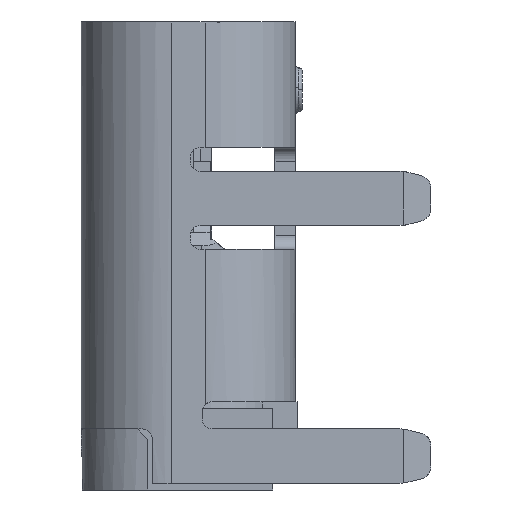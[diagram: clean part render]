
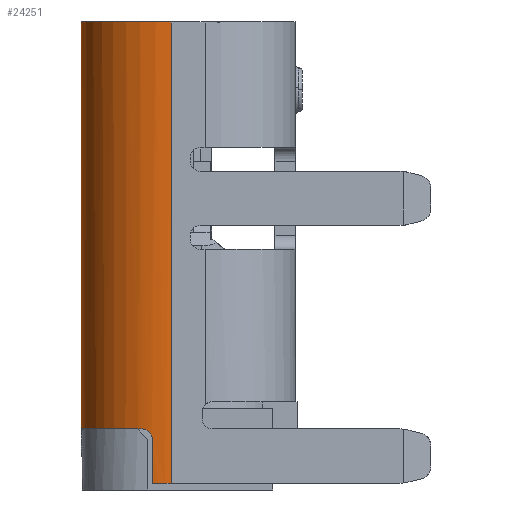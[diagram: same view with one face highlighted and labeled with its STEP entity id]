
A CAD part, left-side view. The second image highlights one B-rep face of the part: STEP entity #24251.
In plain terms, the highlighted cylindrical face has radius 1.33 mm (diameter 2.66 mm), a partial arc.
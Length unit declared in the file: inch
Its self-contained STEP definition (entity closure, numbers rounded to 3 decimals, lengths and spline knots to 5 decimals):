
#130 = VERTEX_POINT ( 'NONE', #21778 ) ;
#216 = LINE ( 'NONE', #10096, #1895 ) ;
#1445 = DIRECTION ( 'NONE',  ( 0., 0., -1. ) ) ;
#1895 = VECTOR ( 'NONE', #14122, 39.37008 ) ;
#2148 = CIRCLE ( 'NONE', #17099, 0.05236 ) ;
#2171 = DIRECTION ( 'NONE',  ( 0., 0., -1. ) ) ;
#2294 = CARTESIAN_POINT ( 'NONE',  ( -0.12435, 0.0622, -0.04843 ) ) ;
#2347 = CARTESIAN_POINT ( 'NONE',  ( -0.12795, 0.06203, -0.04724 ) ) ;
#2752 = DIRECTION ( 'NONE',  ( -1., 0., 0. ) ) ;
#2845 = ORIENTED_EDGE ( 'NONE', *, *, #12517, .T. ) ;
#3337 = CARTESIAN_POINT ( 'NONE',  ( -0.12362, 0.00984, -0.07874 ) ) ;
#3513 = CARTESIAN_POINT ( 'NONE',  ( -0.17481, 0.02087, -0.05315 ) ) ;
#3992 = LINE ( 'NONE', #6134, #22618 ) ;
#4242 = ORIENTED_EDGE ( 'NONE', *, *, #21263, .T. ) ;
#4834 = DIRECTION ( 'NONE',  ( -0.928, 0.372, 0. ) ) ;
#4990 = CIRCLE ( 'NONE', #13961, 0.05236 ) ;
#5026 = CARTESIAN_POINT ( 'NONE',  ( -0.12362, 0.00984, 0.18898 ) ) ;
#5259 = CARTESIAN_POINT ( 'NONE',  ( -0.17413, 0.02369, -0.04786 ) ) ;
#5456 = CARTESIAN_POINT ( 'NONE',  ( -0.17481, 0.02087, -0.05315 ) ) ;
#5526 = VERTEX_POINT ( 'NONE', #19432 ) ;
#5624 = CARTESIAN_POINT ( 'NONE',  ( -0.12362, 0.0622, -0.04913 ) ) ;
#6134 = CARTESIAN_POINT ( 'NONE',  ( -0.17481, 0.02087, -0.05315 ) ) ;
#6174 = CARTESIAN_POINT ( 'NONE',  ( -0.12654, 0.06213, -0.04736 ) ) ;
#6386 = VERTEX_POINT ( 'NONE', #10401 ) ;
#6584 = LINE ( 'NONE', #8179, #16997 ) ;
#6600 = ORIENTED_EDGE ( 'NONE', *, *, #6638, .F. ) ;
#6638 = EDGE_CURVE ( 'NONE', #5526, #8020, #7106, .T. ) ;
#7106 = CIRCLE ( 'NONE', #11804, 0.05236 ) ;
#7242 = EDGE_CURVE ( 'NONE', #8020, #6386, #4990, .T. ) ;
#7588 = DIRECTION ( 'NONE',  ( -0.946, 0.323, 0. ) ) ;
#7673 = VERTEX_POINT ( 'NONE', #5456 ) ;
#7744 = CARTESIAN_POINT ( 'NONE',  ( -0.12362, 0.00984, 0.18898 ) ) ;
#8020 = VERTEX_POINT ( 'NONE', #11047 ) ;
#8179 = CARTESIAN_POINT ( 'NONE',  ( -0.12362, 0.0622, 0.18898 ) ) ;
#10096 = CARTESIAN_POINT ( 'NONE',  ( -0.17598, 0.00984, 0.18898 ) ) ;
#10401 = CARTESIAN_POINT ( 'NONE',  ( -0.13839, 0.06008, -0.04724 ) ) ;
#10574 = CARTESIAN_POINT ( 'NONE',  ( -0.12384, 0.0622, -0.0489 ) ) ;
#11047 = CARTESIAN_POINT ( 'NONE',  ( -0.17222, 0.02933, -0.04724 ) ) ;
#11062 = VERTEX_POINT ( 'NONE', #23712 ) ;
#11616 = CIRCLE ( 'NONE', #18474, 0.05236 ) ;
#11675 = CARTESIAN_POINT ( 'NONE',  ( -0.17481, 0.02088, -0.05151 ) ) ;
#11804 = AXIS2_PLACEMENT_3D ( 'NONE', #19784, #1445, #7588 ) ;
#12370 = ORIENTED_EDGE ( 'NONE', *, *, #23462, .F. ) ;
#12498 = DIRECTION ( 'NONE',  ( -0.282, 0.959, 0. ) ) ;
#12517 = EDGE_CURVE ( 'NONE', #130, #19636, #6584, .T. ) ;
#12545 = CARTESIAN_POINT ( 'NONE',  ( -0.17598, 0.00984, 0.18898 ) ) ;
#12547 = DIRECTION ( 'NONE',  ( 0., 0., -1. ) ) ;
#12861 = VERTEX_POINT ( 'NONE', #16012 ) ;
#13129 = CARTESIAN_POINT ( 'NONE',  ( -0.12362, 0.00984, -0.04724 ) ) ;
#13179 = DIRECTION ( 'NONE',  ( 0., 0., -1. ) ) ;
#13369 = B_SPLINE_CURVE_WITH_KNOTS ( 'NONE', 3,
 ( #26403, #10574, #2294, #22377, #6174, #20499, #22506 ),
 .UNSPECIFIED., .F., .F.,
 ( 4, 1, 1, 1, 4 ),
 ( 0., 0.25, 0.5, 0.75, 1. ),
 .UNSPECIFIED. ) ;
#13508 = DIRECTION ( 'NONE',  ( -1., 0., 0. ) ) ;
#13663 = EDGE_CURVE ( 'NONE', #19636, #23542, #13369, .T. ) ;
#13961 = AXIS2_PLACEMENT_3D ( 'NONE', #13129, #21559, #4834 ) ;
#14010 = EDGE_CURVE ( 'NONE', #7673, #11062, #3992, .T. ) ;
#14122 = DIRECTION ( 'NONE',  ( 0., 0., -1. ) ) ;
#14262 = AXIS2_PLACEMENT_3D ( 'NONE', #5026, #13179, #2752 ) ;
#15064 = CYLINDRICAL_SURFACE ( 'NONE', #14262, 0.05236 ) ;
#15073 = AXIS2_PLACEMENT_3D ( 'NONE', #18544, #23580, #12498 ) ;
#15437 = B_SPLINE_CURVE_WITH_KNOTS ( 'NONE', 3,
 ( #23612, #25747, #5259, #21733, #11675, #3513 ),
 .UNSPECIFIED., .F., .F.,
 ( 4, 2, 4 ),
 ( 0., 0.5, 1. ),
 .UNSPECIFIED. ) ;
#15439 = ORIENTED_EDGE ( 'NONE', *, *, #7242, .F. ) ;
#16012 = CARTESIAN_POINT ( 'NONE',  ( -0.17598, 0.00984, -0.07874 ) ) ;
#16488 = VERTEX_POINT ( 'NONE', #12545 ) ;
#16860 = EDGE_CURVE ( 'NONE', #11062, #12861, #2148, .T. ) ;
#16997 = VECTOR ( 'NONE', #2171, 39.37008 ) ;
#17099 = AXIS2_PLACEMENT_3D ( 'NONE', #3337, #17662, #19677 ) ;
#17204 = ORIENTED_EDGE ( 'NONE', *, *, #14010, .T. ) ;
#17662 = DIRECTION ( 'NONE',  ( 0., 0., 1. ) ) ;
#17903 = ORIENTED_EDGE ( 'NONE', *, *, #16860, .T. ) ;
#18024 = EDGE_CURVE ( 'NONE', #5526, #7673, #15437, .T. ) ;
#18474 = AXIS2_PLACEMENT_3D ( 'NONE', #7744, #19681, #13508 ) ;
#18544 = CARTESIAN_POINT ( 'NONE',  ( -0.12362, 0.00984, -0.04724 ) ) ;
#19432 = CARTESIAN_POINT ( 'NONE',  ( -0.17317, 0.02677, -0.04724 ) ) ;
#19636 = VERTEX_POINT ( 'NONE', #5624 ) ;
#19677 = DIRECTION ( 'NONE',  ( -0.978, 0.211, 0. ) ) ;
#19681 = DIRECTION ( 'NONE',  ( 0., 0., -1. ) ) ;
#19784 = CARTESIAN_POINT ( 'NONE',  ( -0.12362, 0.00984, -0.04724 ) ) ;
#20499 = CARTESIAN_POINT ( 'NONE',  ( -0.12747, 0.06207, -0.04724 ) ) ;
#21101 = FACE_OUTER_BOUND ( 'NONE', #21405, .T. ) ;
#21263 = EDGE_CURVE ( 'NONE', #16488, #130, #11616, .T. ) ;
#21405 = EDGE_LOOP ( 'NONE', ( #6600, #23376, #17204, #17903, #23342, #4242, #2845, #25737, #12370, #15439 ) ) ;
#21559 = DIRECTION ( 'NONE',  ( 0., 0., -1. ) ) ;
#21733 = CARTESIAN_POINT ( 'NONE',  ( -0.17469, 0.02145, -0.05013 ) ) ;
#21778 = CARTESIAN_POINT ( 'NONE',  ( -0.12362, 0.0622, 0.18898 ) ) ;
#22377 = CARTESIAN_POINT ( 'NONE',  ( -0.12534, 0.06218, -0.04781 ) ) ;
#22506 = CARTESIAN_POINT ( 'NONE',  ( -0.12795, 0.06203, -0.04724 ) ) ;
#22618 = VECTOR ( 'NONE', #12547, 39.37008 ) ;
#22781 = CIRCLE ( 'NONE', #15073, 0.05236 ) ;
#23342 = ORIENTED_EDGE ( 'NONE', *, *, #24739, .F. ) ;
#23376 = ORIENTED_EDGE ( 'NONE', *, *, #18024, .T. ) ;
#23462 = EDGE_CURVE ( 'NONE', #6386, #23542, #22781, .T. ) ;
#23542 = VERTEX_POINT ( 'NONE', #2347 ) ;
#23580 = DIRECTION ( 'NONE',  ( 0., 0., -1. ) ) ;
#23612 = CARTESIAN_POINT ( 'NONE',  ( -0.17317, 0.02677, -0.04724 ) ) ;
#23712 = CARTESIAN_POINT ( 'NONE',  ( -0.17481, 0.02087, -0.07874 ) ) ;
#24251 = ADVANCED_FACE ( 'NONE', ( #21101 ), #15064, .T. ) ;
#24739 = EDGE_CURVE ( 'NONE', #16488, #12861, #216, .T. ) ;
#25737 = ORIENTED_EDGE ( 'NONE', *, *, #13663, .T. ) ;
#25747 = CARTESIAN_POINT ( 'NONE',  ( -0.17371, 0.0252, -0.04724 ) ) ;
#26403 = CARTESIAN_POINT ( 'NONE',  ( -0.12362, 0.0622, -0.04913 ) ) ;
